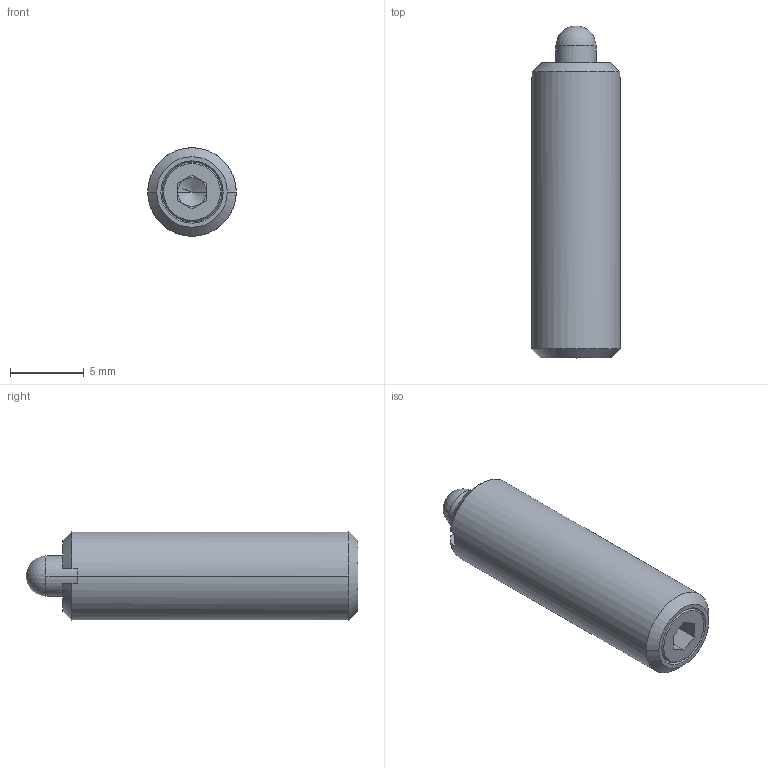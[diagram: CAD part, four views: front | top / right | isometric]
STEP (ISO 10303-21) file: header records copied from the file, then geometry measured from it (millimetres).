
FILE_DESCRIPTION( ( '' ), '1' );
FILE_NAME( 'K0317.06_0_.stp', '2012-10-30T13:54:51', ( '' ), ( '' ), ' ', ' ', ' ' );
FILE_SCHEMA( ( 'CONFIG_CONTROL_DESIGN' ) );
Length unit declared in the file: millimetre
Products named in the file (1): 1
Bounding box: 6 x 22.5 x 6 mm (x, y, z)
Volume: 552.8 mm3; surface area: 507.1 mm2
Topology: 1 solids, 3 shells, 56 faces, 124 edges, 79 vertices
Faces by surface type: plane 27, cone 20, cylinder 8, sphere 1
Entity records: 1556 total; most frequent: CARTESIAN_POINT 280, DIRECTION 270, ORIENTED_EDGE 240, EDGE_CURVE 120, AXIS2_PLACEMENT_3D 105, VERTEX_POINT 79, EDGE_LOOP 65, LINE 60
